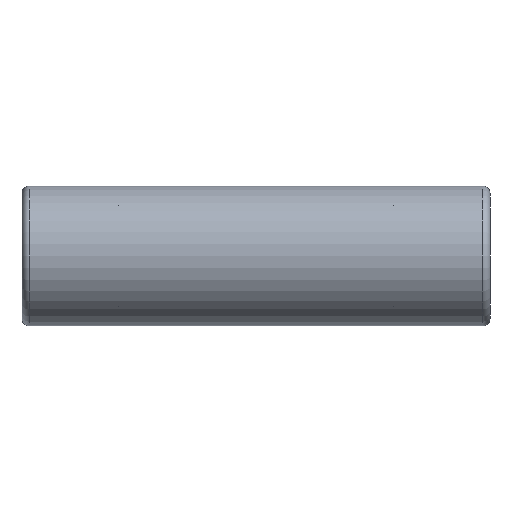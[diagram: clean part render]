
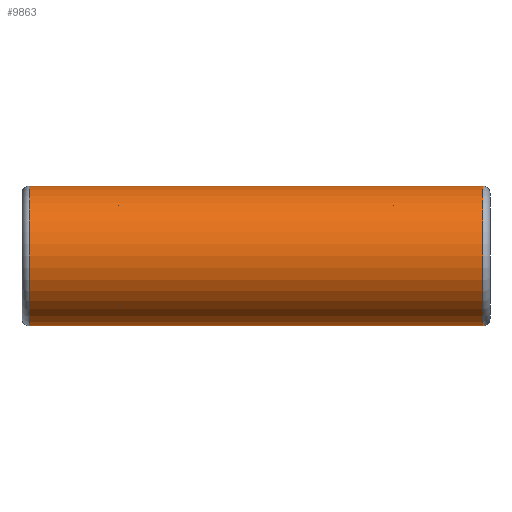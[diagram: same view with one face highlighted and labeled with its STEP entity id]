
A CAD part, front view. The second image highlights one B-rep face of the part: STEP entity #9863.
In plain terms, the highlighted cylindrical face has radius 30.988 mm (diameter 61.976 mm), a full revolution.
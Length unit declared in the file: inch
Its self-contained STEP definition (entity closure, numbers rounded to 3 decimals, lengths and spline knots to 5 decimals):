
#117=CYLINDRICAL_SURFACE('',#10525,1.22);
#327=CIRCLE('',#10526,1.22);
#328=CIRCLE('',#10527,1.22);
#329=CIRCLE('',#10528,1.22);
#330=CIRCLE('',#10529,1.22);
#331=CIRCLE('',#10530,1.22);
#332=CIRCLE('',#10531,1.22);
#372=ELLIPSE('',#10523,1.90263,1.22);
#373=ELLIPSE('',#10532,1.90263,1.22);
#424=FACE_BOUND('',#1854,.T.);
#1272=FACE_OUTER_BOUND('',#1853,.T.);
#1853=EDGE_LOOP('',(#8926,#8927,#8928,#8929,#8930,#8931,#8932,#8933));
#1854=EDGE_LOOP('',(#8934,#8935,#8936,#8937));
#2797=LINE('',#17172,#3759);
#2829=LINE('',#18209,#3791);
#2830=LINE('',#18216,#3792);
#3759=VECTOR('',#12463,0.3937);
#3791=VECTOR('',#12781,1.22);
#3792=VECTOR('',#12788,0.3937);
#4624=VERTEX_POINT('',#17169);
#4625=VERTEX_POINT('',#17171);
#4720=VERTEX_POINT('',#18196);
#4721=VERTEX_POINT('',#18202);
#4722=VERTEX_POINT('',#18203);
#4723=VERTEX_POINT('',#18205);
#4724=VERTEX_POINT('',#18208);
#4725=VERTEX_POINT('',#18210);
#4726=VERTEX_POINT('',#18212);
#4727=VERTEX_POINT('',#18215);
#5985=EDGE_CURVE('',#4625,#4624,#2797,.T.);
#6135=EDGE_CURVE('',#4720,#4624,#372,.T.);
#6137=EDGE_CURVE('',#4721,#4722,#327,.T.);
#6138=EDGE_CURVE('',#4723,#4721,#328,.T.);
#6139=EDGE_CURVE('',#4722,#4723,#329,.T.);
#6140=EDGE_CURVE('',#4722,#4724,#2829,.T.);
#6141=EDGE_CURVE('',#4725,#4724,#330,.T.);
#6142=EDGE_CURVE('',#4726,#4725,#331,.T.);
#6143=EDGE_CURVE('',#4724,#4726,#332,.T.);
#6144=EDGE_CURVE('',#4720,#4727,#2830,.T.);
#6145=EDGE_CURVE('',#4625,#4727,#373,.T.);
#8926=ORIENTED_EDGE('',*,*,#6137,.F.);
#8927=ORIENTED_EDGE('',*,*,#6138,.F.);
#8928=ORIENTED_EDGE('',*,*,#6139,.F.);
#8929=ORIENTED_EDGE('',*,*,#6140,.T.);
#8930=ORIENTED_EDGE('',*,*,#6141,.F.);
#8931=ORIENTED_EDGE('',*,*,#6142,.F.);
#8932=ORIENTED_EDGE('',*,*,#6143,.F.);
#8933=ORIENTED_EDGE('',*,*,#6140,.F.);
#8934=ORIENTED_EDGE('',*,*,#6135,.F.);
#8935=ORIENTED_EDGE('',*,*,#6144,.T.);
#8936=ORIENTED_EDGE('',*,*,#6145,.F.);
#8937=ORIENTED_EDGE('',*,*,#5985,.T.);
#9863=ADVANCED_FACE('',(#1272,#424),#117,.T.);
#10523=AXIS2_PLACEMENT_3D('',#18198,#12768,#12769);
#10525=AXIS2_PLACEMENT_3D('',#18201,#12773,#12774);
#10526=AXIS2_PLACEMENT_3D('',#18204,#12775,#12776);
#10527=AXIS2_PLACEMENT_3D('',#18206,#12777,#12778);
#10528=AXIS2_PLACEMENT_3D('',#18207,#12779,#12780);
#10529=AXIS2_PLACEMENT_3D('',#18211,#12782,#12783);
#10530=AXIS2_PLACEMENT_3D('',#18213,#12784,#12785);
#10531=AXIS2_PLACEMENT_3D('',#18214,#12786,#12787);
#10532=AXIS2_PLACEMENT_3D('',#18217,#12789,#12790);
#12463=DIRECTION('',(1.,0.,0.));
#12768=DIRECTION('center_axis',(-0.641,0.767,0.));
#12769=DIRECTION('ref_axis',(0.767,0.641,0.));
#12773=DIRECTION('center_axis',(-1.,0.,0.));
#12774=DIRECTION('ref_axis',(0.,1.,0.));
#12775=DIRECTION('center_axis',(-1.,0.,0.));
#12776=DIRECTION('ref_axis',(0.,-1.,0.));
#12777=DIRECTION('center_axis',(-1.,0.,0.));
#12778=DIRECTION('ref_axis',(0.,-1.,0.));
#12779=DIRECTION('center_axis',(-1.,0.,0.));
#12780=DIRECTION('ref_axis',(0.,-1.,0.));
#12781=DIRECTION('',(1.,0.,0.));
#12782=DIRECTION('center_axis',(1.,0.,0.));
#12783=DIRECTION('ref_axis',(0.,-1.,0.));
#12784=DIRECTION('center_axis',(1.,0.,0.));
#12785=DIRECTION('ref_axis',(0.,-1.,0.));
#12786=DIRECTION('center_axis',(1.,0.,0.));
#12787=DIRECTION('ref_axis',(0.,-1.,0.));
#12788=DIRECTION('',(-1.,0.,0.));
#12789=DIRECTION('center_axis',(0.641,0.767,0.));
#12790=DIRECTION('ref_axis',(-0.767,0.641,0.));
#17169=CARTESIAN_POINT('',(2.405,0.,-1.22));
#17171=CARTESIAN_POINT('',(-2.405,0.,-1.22));
#17172=CARTESIAN_POINT('',(-1.2025,0.,-1.22));
#18196=CARTESIAN_POINT('',(2.405,0.,1.22));
#18198=CARTESIAN_POINT('Origin',(2.405,0.,0.));
#18201=CARTESIAN_POINT('Origin',(4.09,0.,0.));
#18202=CARTESIAN_POINT('',(-3.965,1.22,0.));
#18203=CARTESIAN_POINT('',(-3.965,-1.22,0.));
#18204=CARTESIAN_POINT('Origin',(-3.965,0.,0.));
#18205=CARTESIAN_POINT('',(-3.965,0.,1.22));
#18206=CARTESIAN_POINT('Origin',(-3.965,0.,0.));
#18207=CARTESIAN_POINT('Origin',(-3.965,0.,0.));
#18208=CARTESIAN_POINT('',(3.965,-1.22,0.));
#18209=CARTESIAN_POINT('',(4.09,-1.22,0.));
#18210=CARTESIAN_POINT('',(3.965,0.,1.22));
#18211=CARTESIAN_POINT('Origin',(3.965,0.,0.));
#18212=CARTESIAN_POINT('',(3.965,1.22,0.));
#18213=CARTESIAN_POINT('Origin',(3.965,0.,0.));
#18214=CARTESIAN_POINT('Origin',(3.965,0.,0.));
#18215=CARTESIAN_POINT('',(-2.405,0.,1.22));
#18216=CARTESIAN_POINT('',(1.2025,0.,1.22));
#18217=CARTESIAN_POINT('Origin',(-2.405,0.,0.));
